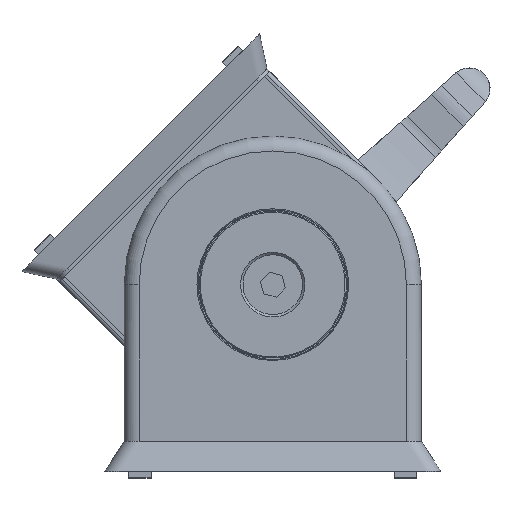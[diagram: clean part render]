
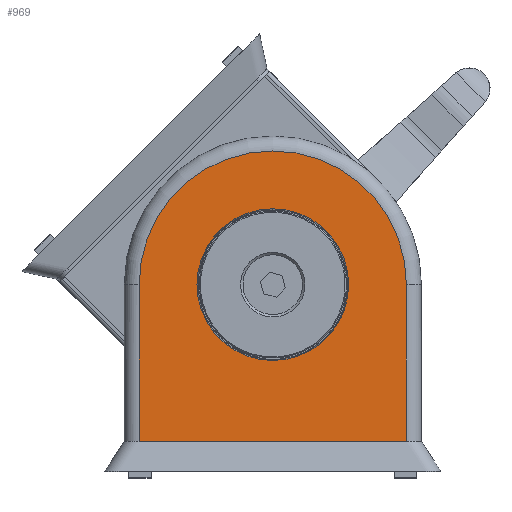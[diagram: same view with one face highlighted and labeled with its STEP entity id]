
A CAD part, top view. The second image highlights one B-rep face of the part: STEP entity #969.
In plain terms, the highlighted face is planar.
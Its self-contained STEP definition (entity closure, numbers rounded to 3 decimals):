
#969 = ADVANCED_FACE( '', ( #2005, #2006 ), #2007, .F. );
#2005 = FACE_BOUND( '', #3164, .T. );
#2006 = FACE_OUTER_BOUND( '', #3165, .T. );
#2007 = PLANE( '', #3166 );
#3164 = EDGE_LOOP( '', ( #5495 ) );
#3165 = EDGE_LOOP( '', ( #5496, #5497, #5498, #5499 ) );
#3166 = AXIS2_PLACEMENT_3D( '', #5500, #5501, #5502 );
#5495 = ORIENTED_EDGE( '', *, *, #7697, .F. );
#5496 = ORIENTED_EDGE( '', *, *, #7526, .T. );
#5497 = ORIENTED_EDGE( '', *, *, #7698, .T. );
#5498 = ORIENTED_EDGE( '', *, *, #7699, .F. );
#5499 = ORIENTED_EDGE( '', *, *, #7043, .T. );
#5500 = CARTESIAN_POINT( '', ( 19.9, 40., 35.8 ) );
#5501 = DIRECTION( '', ( -1., 0., 0. ) );
#5502 = DIRECTION( '', ( 0., 0., 1. ) );
#7043 = EDGE_CURVE( '', #8439, #8437, #8440, .T. );
#7526 = EDGE_CURVE( '', #8437, #9187, #9189, .T. );
#7697 = EDGE_CURVE( '', #9428, #9428, #9429, .F. );
#7698 = EDGE_CURVE( '', #9187, #9430, #9431, .T. );
#7699 = EDGE_CURVE( '', #8439, #9430, #9432, .T. );
#8437 = VERTEX_POINT( '', #10501 );
#8439 = VERTEX_POINT( '', #10503 );
#8440 = CIRCLE( '', #10504, 35.8 );
#9187 = VERTEX_POINT( '', #11644 );
#9189 = LINE( '', #11655, #11656 );
#9428 = VERTEX_POINT( '', #11983 );
#9429 = CIRCLE( '', #11984, 20.319 );
#9430 = VERTEX_POINT( '', #11985 );
#9431 = B_SPLINE_CURVE_WITH_KNOTS( '', 1, ( #11986, #11987 ), .UNSPECIFIED., .F., .F., ( 2, 2 ), ( 0., 1. ), .UNSPECIFIED. );
#9432 = LINE( '', #11988, #11989 );
#10501 = CARTESIAN_POINT( '', ( 19.9, 0., 35.8 ) );
#10503 = CARTESIAN_POINT( '', ( 19.9, 0., -35.8 ) );
#10504 = AXIS2_PLACEMENT_3D( '', #12857, #12858, #12859 );
#11644 = CARTESIAN_POINT( '', ( 19.9, -42., 35.8 ) );
#11655 = CARTESIAN_POINT( '', ( 19.9, 40., 35.8 ) );
#11656 = VECTOR( '', #13432, 1000. );
#11983 = CARTESIAN_POINT( '', ( 19.9, 0., 20.319 ) );
#11984 = AXIS2_PLACEMENT_3D( '', #13623, #13624, #13625 );
#11985 = CARTESIAN_POINT( '', ( 19.9, -42., -35.8 ) );
#11986 = CARTESIAN_POINT( '', ( 19.9, -42., 35.8 ) );
#11987 = CARTESIAN_POINT( '', ( 19.9, -42., -35.8 ) );
#11988 = CARTESIAN_POINT( '', ( 19.9, 40., -35.8 ) );
#11989 = VECTOR( '', #13626, 1000. );
#12857 = CARTESIAN_POINT( '', ( 19.9, 0., 0. ) );
#12858 = DIRECTION( '', ( 1., 0., 0. ) );
#12859 = DIRECTION( '', ( 0., 0., -1. ) );
#13432 = DIRECTION( '', ( 0., -1., 0. ) );
#13623 = CARTESIAN_POINT( '', ( 19.9, 0., 0. ) );
#13624 = DIRECTION( '', ( -1., 0., 0. ) );
#13625 = DIRECTION( '', ( 0., 0., 1. ) );
#13626 = DIRECTION( '', ( 0., -1., 0. ) );
